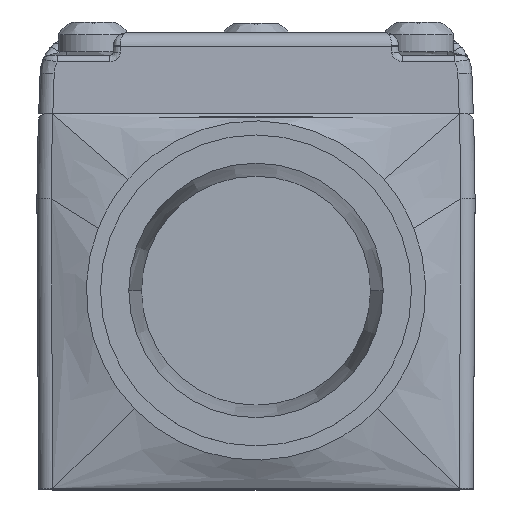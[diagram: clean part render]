
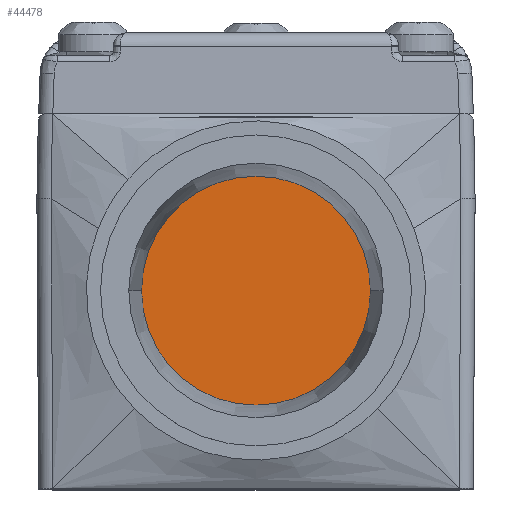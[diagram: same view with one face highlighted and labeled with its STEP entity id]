
A CAD part, top view. The second image highlights one B-rep face of the part: STEP entity #44478.
In plain terms, the highlighted planar face has unit normal (0, 0, 1).
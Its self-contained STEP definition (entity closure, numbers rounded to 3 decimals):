
#44361=CARTESIAN_POINT('',(0.,-12.5,52.));
#44362=DIRECTION('',(0.,0.,1.));
#44363=DIRECTION('',(-1.,0.,0.));
#44364=AXIS2_PLACEMENT_3D('',#44361,#44362,#44363);
#44370=CARTESIAN_POINT('',(0.,-12.5,52.));
#44371=DIRECTION('',(0.,0.,-1.));
#44372=DIRECTION('',(-1.,0.,0.));
#44373=AXIS2_PLACEMENT_3D('',#44370,#44371,#44372);
#44387=CARTESIAN_POINT('',(-8.1,-12.5,52.));
#44388=CARTESIAN_POINT('',(8.1,-12.5,52.));
#44389=VERTEX_POINT('',#44387);
#44390=VERTEX_POINT('',#44388);
#44469=CARTESIAN_POINT('',(0.,-12.5,52.));
#44470=DIRECTION('',(0.,0.,1.));
#44471=DIRECTION('',(-1.,0.,0.));
#44472=AXIS2_PLACEMENT_3D('',#44469,#44470,#44471);
#44473=PLANE('',#44472);
#44474=ORIENTED_EDGE('',*,*,#44463,.T.);
#44475=ORIENTED_EDGE('',*,*,#44449,.F.);
#44476=EDGE_LOOP('',(#44474,#44475));
#44477=FACE_OUTER_BOUND('',#44476,.F.);
#44365=CIRCLE('',#44364,8.1);
#44374=CIRCLE('',#44373,8.1);
#44449=EDGE_CURVE('',#44389,#44390,#44365,.T.);
#44463=EDGE_CURVE('',#44389,#44390,#44374,.T.);
#44478=ADVANCED_FACE('',(#44477),#44473,.T.);
